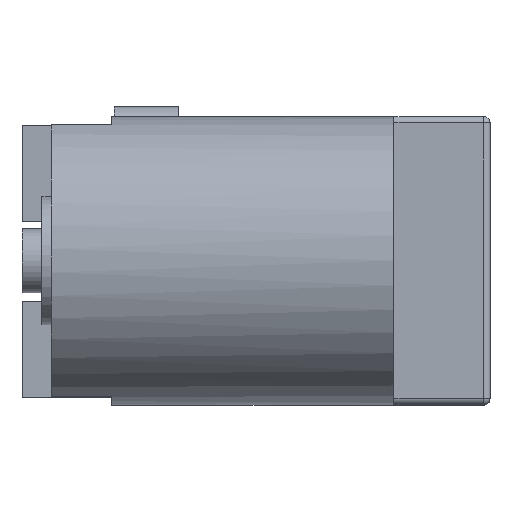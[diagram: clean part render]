
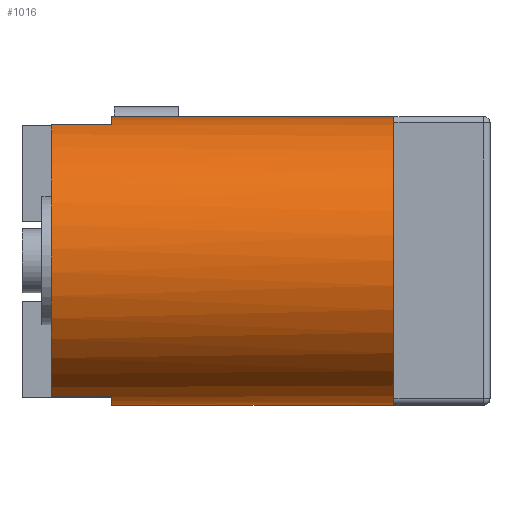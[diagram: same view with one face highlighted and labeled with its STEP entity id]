
A CAD part, top view. The second image highlights one B-rep face of the part: STEP entity #1016.
In plain terms, the highlighted cylindrical face has radius 4.5 mm (diameter 9 mm), a partial arc.
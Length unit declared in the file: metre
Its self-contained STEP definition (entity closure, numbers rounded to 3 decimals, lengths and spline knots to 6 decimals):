
#103=LINE('',#1718,#194);
#111=LINE('',#1736,#202);
#142=LINE('',#1815,#233);
#143=LINE('',#1816,#234);
#194=VECTOR('',#1406,1.);
#202=VECTOR('',#1420,1.);
#233=VECTOR('',#1501,1.);
#234=VECTOR('',#1502,1.);
#266=CYLINDRICAL_SURFACE('',#1270,0.0045);
#422=ORIENTED_EDGE('',*,*,#643,.T.);
#423=ORIENTED_EDGE('',*,*,#612,.F.);
#424=ORIENTED_EDGE('',*,*,#594,.F.);
#425=ORIENTED_EDGE('',*,*,#616,.T.);
#426=ORIENTED_EDGE('',*,*,#617,.T.);
#427=ORIENTED_EDGE('',*,*,#603,.T.);
#428=ORIENTED_EDGE('',*,*,#615,.F.);
#429=ORIENTED_EDGE('',*,*,#644,.F.);
#430=ORIENTED_EDGE('',*,*,#621,.F.);
#594=EDGE_CURVE('',#720,#721,#103,.T.);
#603=EDGE_CURVE('',#728,#727,#111,.T.);
#612=EDGE_CURVE('',#721,#733,#796,.T.);
#615=EDGE_CURVE('',#734,#727,#797,.T.);
#616=EDGE_CURVE('',#720,#732,#798,.T.);
#617=EDGE_CURVE('',#732,#728,#799,.T.);
#621=EDGE_CURVE('',#738,#739,#800,.T.);
#643=EDGE_CURVE('',#738,#733,#142,.T.);
#644=EDGE_CURVE('',#739,#734,#143,.T.);
#720=VERTEX_POINT('',#1717);
#721=VERTEX_POINT('',#1719);
#727=VERTEX_POINT('',#1735);
#728=VERTEX_POINT('',#1737);
#732=VERTEX_POINT('',#1749);
#733=VERTEX_POINT('',#1755);
#734=VERTEX_POINT('',#1759);
#738=VERTEX_POINT('',#1772);
#739=VERTEX_POINT('',#1774);
#796=CIRCLE('',#1252,0.0045);
#797=CIRCLE('',#1254,0.0045);
#798=CIRCLE('',#1256,0.0045);
#799=CIRCLE('',#1258,0.0045);
#800=CIRCLE('',#1260,0.0045);
#857=EDGE_LOOP('',(#422,#423,#424,#425,#426,#427,#428,#429,#430));
#936=FACE_BOUND('',#857,.T.);
#1016=ADVANCED_FACE('',(#936),#266,.T.);
#1252=AXIS2_PLACEMENT_3D('',#1754,#1439,#1440);
#1254=AXIS2_PLACEMENT_3D('',#1760,#1445,#1446);
#1256=AXIS2_PLACEMENT_3D('',#1762,#1449,#1450);
#1258=AXIS2_PLACEMENT_3D('',#1764,#1453,#1454);
#1260=AXIS2_PLACEMENT_3D('',#1773,#1460,#1461);
#1270=AXIS2_PLACEMENT_3D('',#1814,#1499,#1500);
#1406=DIRECTION('',(-1.,0.,0.));
#1420=DIRECTION('',(-1.,0.,0.));
#1439=DIRECTION('',(-1.,0.,0.));
#1440=DIRECTION('',(0.,0.,1.));
#1445=DIRECTION('',(-1.,0.,0.));
#1446=DIRECTION('',(0.,0.,1.));
#1449=DIRECTION('',(-1.,0.,0.));
#1450=DIRECTION('',(0.,0.,1.));
#1453=DIRECTION('',(-1.,0.,0.));
#1454=DIRECTION('',(0.,0.,1.));
#1460=DIRECTION('',(-1.,0.,0.));
#1461=DIRECTION('',(0.,0.,1.));
#1499=DIRECTION('',(-1.,0.,0.));
#1500=DIRECTION('',(0.,-1.,0.));
#1501=DIRECTION('',(1.,0.,0.));
#1502=DIRECTION('',(1.,0.,0.));
#1717=CARTESIAN_POINT('',(-0.003,0.,0.0065));
#1718=CARTESIAN_POINT('',(-0.00881,0.,0.0065));
#1719=CARTESIAN_POINT('',(-0.01182,0.,0.0065));
#1735=CARTESIAN_POINT('',(-0.01182,0.009,0.0065));
#1736=CARTESIAN_POINT('',(-0.00881,0.009,0.0065));
#1737=CARTESIAN_POINT('',(-0.003,0.009,0.0065));
#1749=CARTESIAN_POINT('',(-0.003,0.0045,0.011));
#1754=CARTESIAN_POINT('',(-0.01182,0.0045,0.0065));
#1755=CARTESIAN_POINT('',(-0.01182,0.00025,0.007979));
#1759=CARTESIAN_POINT('',(-0.01182,0.00875,0.007979));
#1760=CARTESIAN_POINT('',(-0.01182,0.0045,0.0065));
#1762=CARTESIAN_POINT('',(-0.003,0.0045,0.0065));
#1764=CARTESIAN_POINT('',(-0.003,0.0045,0.0065));
#1772=CARTESIAN_POINT('',(-0.0137,0.00025,0.007979));
#1773=CARTESIAN_POINT('',(-0.0137,0.0045,0.0065));
#1774=CARTESIAN_POINT('',(-0.0137,0.00875,0.007979));
#1814=CARTESIAN_POINT('',(-0.00881,0.0045,0.0065));
#1815=CARTESIAN_POINT('',(-0.01276,0.00025,0.007979));
#1816=CARTESIAN_POINT('',(-0.01276,0.00875,0.007979));
